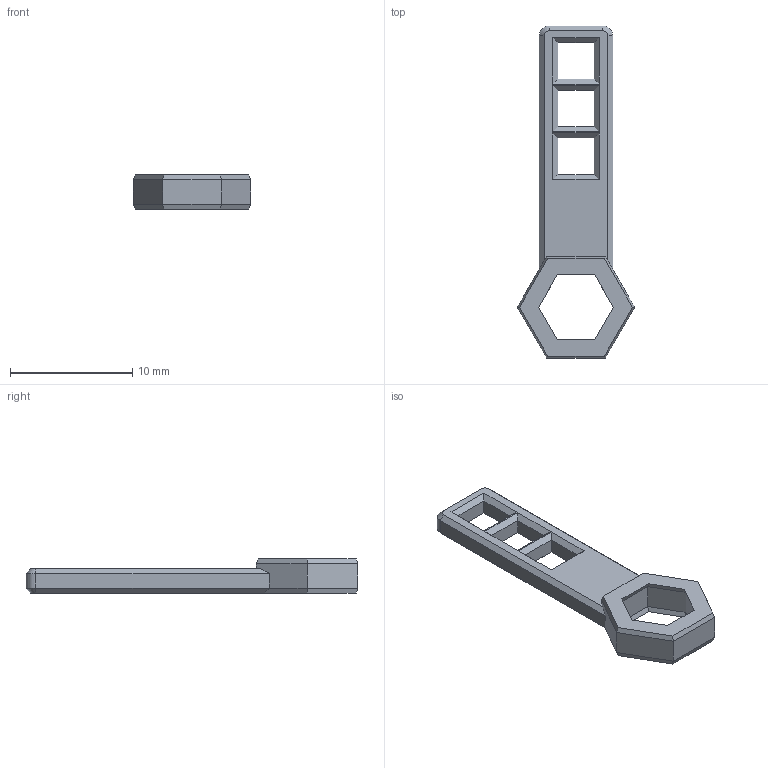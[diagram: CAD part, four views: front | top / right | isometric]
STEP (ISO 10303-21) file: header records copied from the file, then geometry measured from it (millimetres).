
FILE_DESCRIPTION(('FreeCAD Model'),'2;1');
FILE_NAME('Open CASCADE Shape Model','2023-06-01T18:09:04',(''),(''), 'Open CASCADE STEP processor 7.6','FreeCAD','Unknown');
FILE_SCHEMA(('AUTOMOTIVE_DESIGN { 1 0 10303 214 1 1 1 1 }'));
Length unit declared in the file: millimetre
Products named in the file (1): Chamfer001
Bounding box: 9.58 x 27.15 x 2.8 mm (x, y, z)
Volume: 250.2 mm3; surface area: 484.1 mm2
Topology: 1 solids, 1 shells, 89 faces, 207 edges, 120 vertices
Faces by surface type: plane 60, bspline 23, cone 4, cylinder 2
Entity records: 5327 total; most frequent: CARTESIAN_POINT 1325, DIRECTION 642, LINE 490, VECTOR 490, ORIENTED_EDGE 414, PCURVE 414, DEFINITIONAL_REPRESENTATION 414, EDGE_CURVE 207
